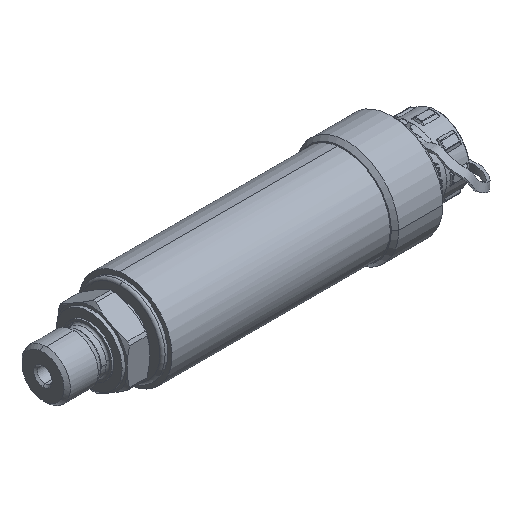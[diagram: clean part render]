
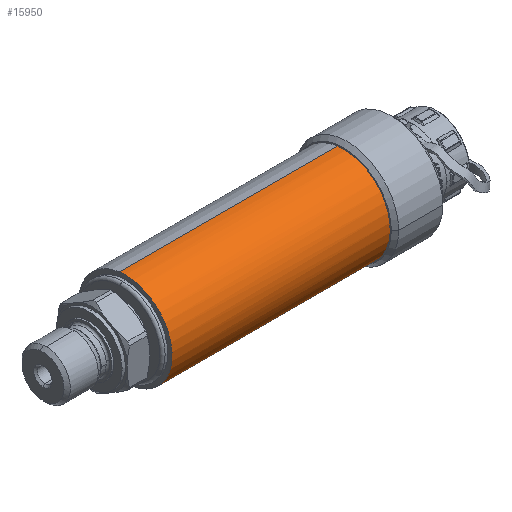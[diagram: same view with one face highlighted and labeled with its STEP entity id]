
A CAD part, isometric view. The second image highlights one B-rep face of the part: STEP entity #15950.
In plain terms, the highlighted cylindrical face has radius 12.7 mm (diameter 25.4 mm), a partial arc.
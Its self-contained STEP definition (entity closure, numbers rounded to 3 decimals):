
#1370=CARTESIAN_POINT('',(50.,53.,61.3));
#1380=DIRECTION('',(0.,0.,-1.));
#1390=DIRECTION('',(0.992,-0.125,
0.));
#1400=AXIS2_PLACEMENT_3D('',#1370,#1380,#1390);
#1410=CIRCLE('',#1400,12.7);
#1420=CARTESIAN_POINT('',(62.6,51.408,61.3));
#1430=VERTEX_POINT('',#1420);
#1440=CARTESIAN_POINT('',(37.3,53.,61.3));
#1450=VERTEX_POINT('',#1440);
#1460=EDGE_CURVE('',#1430,#1450,#1410,.T.);
#1480=CARTESIAN_POINT('',(62.7,53.,61.3));
#1490=VERTEX_POINT('',#1480);
#1520=EDGE_CURVE('',#1490,#1430,#1410,.T.);
#11680=CARTESIAN_POINT('',(50.,53.,2.));
#11690=DIRECTION('',(0.,0.,1.));
#11700=DIRECTION('',(1.,0.,0.));
#11710=AXIS2_PLACEMENT_3D('',#11680,#11690,#11700);
#11720=CIRCLE('',#11710,12.7);
#11730=CARTESIAN_POINT('',(62.7,53.,2.));
#11740=VERTEX_POINT('',#11730);
#11750=CARTESIAN_POINT('',(37.3,53.,2.));
#11760=VERTEX_POINT('',#11750);
#11790=EDGE_CURVE('',#11760,#11740,#11720,.T.);
#15730=CARTESIAN_POINT('',(50.,53.,0.));
#15740=DIRECTION('',(0.,0.,1.));
#15750=DIRECTION('',(1.,0.,0.));
#15760=AXIS2_PLACEMENT_3D('',#15730,#15740,#15750);
#15770=CYLINDRICAL_SURFACE('',#15760,12.7);
#15780=CARTESIAN_POINT('',(37.3,53.,0.));
#15790=DIRECTION('',(0.,0.,1.));
#15800=VECTOR('',#15790,1.);
#15810=LINE('',#15780,#15800);
#15820=EDGE_CURVE('',#11760,#1450,#15810,.T.);
#15830=ORIENTED_EDGE('',*,*,#15820,.F.);
#15840=ORIENTED_EDGE('',*,*,#1460,.T.);
#15850=ORIENTED_EDGE('',*,*,#1520,.T.);
#15860=CARTESIAN_POINT('',(62.7,53.,0.));
#15870=DIRECTION('',(0.,0.,1.));
#15880=VECTOR('',#15870,1.);
#15890=LINE('',#15860,#15880);
#15900=EDGE_CURVE('',#11740,#1490,#15890,.T.);
#15910=ORIENTED_EDGE('',*,*,#15900,.T.);
#15920=ORIENTED_EDGE('',*,*,#11790,.T.);
#15930=EDGE_LOOP('',(#15920,#15910,#15850,#15840,#15830));
#15940=FACE_OUTER_BOUND('',#15930,.T.);
#15950=ADVANCED_FACE('',(#15940),#15770,.T.);
